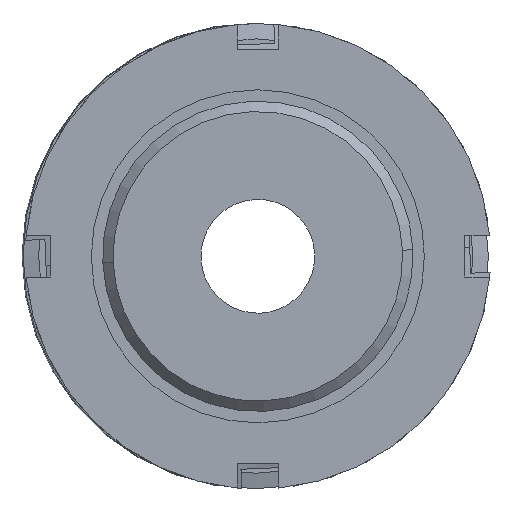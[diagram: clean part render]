
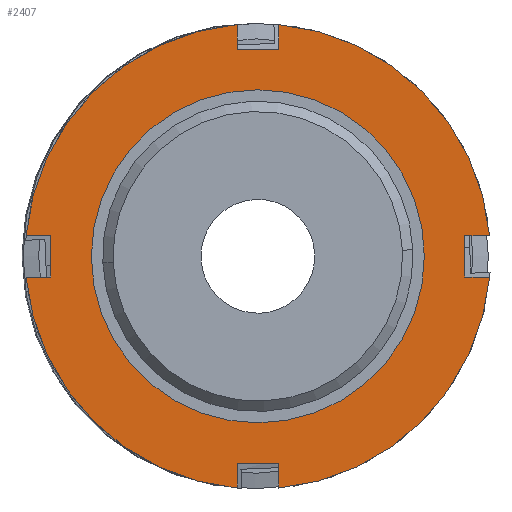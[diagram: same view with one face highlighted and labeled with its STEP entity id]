
A CAD part, front view. The second image highlights one B-rep face of the part: STEP entity #2407.
In plain terms, the highlighted planar face has unit normal (0, -1, 0).
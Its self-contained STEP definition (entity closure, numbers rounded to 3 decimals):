
#32 = DIRECTION ( 'NONE',  ( 0., 0., 1. ) ) ;
#54 = LINE ( 'NONE', #2954, #2062 ) ;
#80 = VERTEX_POINT ( 'NONE', #1082 ) ;
#101 = VECTOR ( 'NONE', #2051, 1000. ) ;
#102 = DIRECTION ( 'NONE',  ( -1., 0., 0. ) ) ;
#105 = CARTESIAN_POINT ( 'NONE',  ( 0., -37., -20. ) ) ;
#119 = DIRECTION ( 'NONE',  ( 0., 0., 1. ) ) ;
#169 = LINE ( 'NONE', #2702, #1034 ) ;
#172 = EDGE_CURVE ( 'NONE', #1986, #80, #2103, .T. ) ;
#182 = LINE ( 'NONE', #209, #1307 ) ;
#209 = CARTESIAN_POINT ( 'NONE',  ( 16.1, -37., -2. ) ) ;
#214 = AXIS2_PLACEMENT_3D ( 'NONE', #2937, #698, #2715 ) ;
#221 = LINE ( 'NONE', #328, #2640 ) ;
#230 = ORIENTED_EDGE ( 'NONE', *, *, #2592, .T. ) ;
#245 = EDGE_CURVE ( 'NONE', #3058, #2298, #54, .T. ) ;
#294 = VECTOR ( 'NONE', #2947, 1000. ) ;
#328 = CARTESIAN_POINT ( 'NONE',  ( -20., -37., 0. ) ) ;
#383 = DIRECTION ( 'NONE',  ( 0., 0., 1. ) ) ;
#389 = CIRCLE ( 'NONE', #2259, 22.5 ) ;
#471 = ORIENTED_EDGE ( 'NONE', *, *, #1569, .T. ) ;
#500 = DIRECTION ( 'NONE',  ( 0., 0., 1. ) ) ;
#534 = CIRCLE ( 'NONE', #1808, 22.5 ) ;
#560 = ORIENTED_EDGE ( 'NONE', *, *, #172, .F. ) ;
#647 = DIRECTION ( 'NONE',  ( 0., 0., 1. ) ) ;
#657 = VECTOR ( 'NONE', #102, 1000. ) ;
#695 = CARTESIAN_POINT ( 'NONE',  ( 2., -37., -22.411 ) ) ;
#698 = DIRECTION ( 'NONE',  ( 0., 1., 0. ) ) ;
#724 = LINE ( 'NONE', #1105, #2057 ) ;
#725 = CIRCLE ( 'NONE', #214, 22.5 ) ;
#757 = CARTESIAN_POINT ( 'NONE',  ( -22.411, -37., -2. ) ) ;
#765 = VERTEX_POINT ( 'NONE', #835 ) ;
#777 = CARTESIAN_POINT ( 'NONE',  ( -2., -37., -22.411 ) ) ;
#835 = CARTESIAN_POINT ( 'NONE',  ( -2., -37., 20. ) ) ;
#853 = DIRECTION ( 'NONE',  ( 0., 1., 0. ) ) ;
#880 = AXIS2_PLACEMENT_3D ( 'NONE', #1055, #3147, #383 ) ;
#934 = EDGE_CURVE ( 'NONE', #1057, #765, #2253, .T. ) ;
#956 = DIRECTION ( 'NONE',  ( 0., 1., 0. ) ) ;
#958 = LINE ( 'NONE', #1719, #294 ) ;
#971 = AXIS2_PLACEMENT_3D ( 'NONE', #2442, #956, #2430 ) ;
#1027 = ORIENTED_EDGE ( 'NONE', *, *, #1091, .T. ) ;
#1034 = VECTOR ( 'NONE', #2224, 1000. ) ;
#1055 = CARTESIAN_POINT ( 'NONE',  ( 0., -37., 0. ) ) ;
#1057 = VERTEX_POINT ( 'NONE', #3027 ) ;
#1082 = CARTESIAN_POINT ( 'NONE',  ( 2., -37., -20. ) ) ;
#1091 = EDGE_CURVE ( 'NONE', #1110, #2726, #2043, .T. ) ;
#1105 = CARTESIAN_POINT ( 'NONE',  ( 20., -37., 0. ) ) ;
#1110 = VERTEX_POINT ( 'NONE', #777 ) ;
#1119 = DIRECTION ( 'NONE',  ( 1., 0., 0. ) ) ;
#1211 = DIRECTION ( 'NONE',  ( 0., 1., 0. ) ) ;
#1223 = CARTESIAN_POINT ( 'NONE',  ( 20., -37., -2. ) ) ;
#1238 = EDGE_CURVE ( 'NONE', #2289, #1057, #534, .T. ) ;
#1275 = ORIENTED_EDGE ( 'NONE', *, *, #2380, .T. ) ;
#1293 = ORIENTED_EDGE ( 'NONE', *, *, #934, .F. ) ;
#1307 = VECTOR ( 'NONE', #2978, 1000. ) ;
#1327 = EDGE_CURVE ( 'NONE', #1708, #1959, #3238, .T. ) ;
#1351 = DIRECTION ( 'NONE',  ( 0., 0., -1. ) ) ;
#1358 = VERTEX_POINT ( 'NONE', #2756 ) ;
#1400 = ORIENTED_EDGE ( 'NONE', *, *, #1801, .F. ) ;
#1414 = EDGE_LOOP ( 'NONE', ( #2900, #230 ) ) ;
#1415 = AXIS2_PLACEMENT_3D ( 'NONE', #2892, #3171, #647 ) ;
#1439 = VERTEX_POINT ( 'NONE', #1617 ) ;
#1463 = CIRCLE ( 'NONE', #1415, 16.1 ) ;
#1482 = ORIENTED_EDGE ( 'NONE', *, *, #2206, .F. ) ;
#1497 = DIRECTION ( 'NONE',  ( 0., 0., -1. ) ) ;
#1498 = ORIENTED_EDGE ( 'NONE', *, *, #1519, .F. ) ;
#1519 = EDGE_CURVE ( 'NONE', #3058, #1708, #2146, .T. ) ;
#1522 = VERTEX_POINT ( 'NONE', #2527 ) ;
#1526 = EDGE_CURVE ( 'NONE', #1358, #1439, #221, .T. ) ;
#1532 = CARTESIAN_POINT ( 'NONE',  ( -2., -37., 0. ) ) ;
#1569 = EDGE_CURVE ( 'NONE', #2726, #80, #2058, .T. ) ;
#1570 = CARTESIAN_POINT ( 'NONE',  ( -22.411, -37., 2. ) ) ;
#1601 = VECTOR ( 'NONE', #2975, 1000. ) ;
#1617 = CARTESIAN_POINT ( 'NONE',  ( -20., -37., -2. ) ) ;
#1679 = VERTEX_POINT ( 'NONE', #2629 ) ;
#1691 = CARTESIAN_POINT ( 'NONE',  ( 16.1, -37., 0. ) ) ;
#1708 = VERTEX_POINT ( 'NONE', #2390 ) ;
#1719 = CARTESIAN_POINT ( 'NONE',  ( 0., -37., 20. ) ) ;
#1750 = VECTOR ( 'NONE', #32, 1000. ) ;
#1780 = CARTESIAN_POINT ( 'NONE',  ( 22.411, -37., -2. ) ) ;
#1801 = EDGE_CURVE ( 'NONE', #3016, #1986, #725, .T. ) ;
#1808 = AXIS2_PLACEMENT_3D ( 'NONE', #2484, #2241, #500 ) ;
#1831 = CARTESIAN_POINT ( 'NONE',  ( 2., -37., 22.411 ) ) ;
#1879 = ORIENTED_EDGE ( 'NONE', *, *, #2191, .T. ) ;
#1900 = CIRCLE ( 'NONE', #971, 16.1 ) ;
#1917 = EDGE_CURVE ( 'NONE', #2472, #1439, #182, .T. ) ;
#1959 = VERTEX_POINT ( 'NONE', #2532 ) ;
#1986 = VERTEX_POINT ( 'NONE', #695 ) ;
#2043 = LINE ( 'NONE', #1532, #1750 ) ;
#2051 = DIRECTION ( 'NONE',  ( -1., 0., 0. ) ) ;
#2057 = VECTOR ( 'NONE', #119, 1000. ) ;
#2058 = LINE ( 'NONE', #105, #2716 ) ;
#2062 = VECTOR ( 'NONE', #1497, 1000. ) ;
#2103 = LINE ( 'NONE', #2901, #3079 ) ;
#2146 = CIRCLE ( 'NONE', #880, 22.5 ) ;
#2170 = DIRECTION ( 'NONE',  ( 0., 0., 1. ) ) ;
#2180 = ORIENTED_EDGE ( 'NONE', *, *, #1238, .F. ) ;
#2191 = EDGE_CURVE ( 'NONE', #3016, #2761, #2956, .T. ) ;
#2206 = EDGE_CURVE ( 'NONE', #1110, #2472, #389, .T. ) ;
#2224 = DIRECTION ( 'NONE',  ( 1., 0., 0. ) ) ;
#2239 = FACE_OUTER_BOUND ( 'NONE', #2731, .T. ) ;
#2241 = DIRECTION ( 'NONE',  ( 0., 1., 0. ) ) ;
#2253 = LINE ( 'NONE', #3242, #1601 ) ;
#2254 = ORIENTED_EDGE ( 'NONE', *, *, #3215, .T. ) ;
#2259 = AXIS2_PLACEMENT_3D ( 'NONE', #2349, #853, #3114 ) ;
#2289 = VERTEX_POINT ( 'NONE', #1570 ) ;
#2291 = CARTESIAN_POINT ( 'NONE',  ( 2., -37., 20. ) ) ;
#2293 = CARTESIAN_POINT ( 'NONE',  ( 16.1, -37., 2. ) ) ;
#2298 = VERTEX_POINT ( 'NONE', #2291 ) ;
#2349 = CARTESIAN_POINT ( 'NONE',  ( 0., -37., 0. ) ) ;
#2380 = EDGE_CURVE ( 'NONE', #2761, #1959, #724, .T. ) ;
#2390 = CARTESIAN_POINT ( 'NONE',  ( 22.411, -37., 2. ) ) ;
#2407 = ADVANCED_FACE ( 'NONE', ( #2475, #2239 ), #3225, .F. ) ;
#2414 = EDGE_CURVE ( 'NONE', #1522, #1679, #1900, .T. ) ;
#2430 = DIRECTION ( 'NONE',  ( 0., 0., 1. ) ) ;
#2442 = CARTESIAN_POINT ( 'NONE',  ( 0., -37., 0. ) ) ;
#2472 = VERTEX_POINT ( 'NONE', #757 ) ;
#2475 = FACE_BOUND ( 'NONE', #1414, .T. ) ;
#2484 = CARTESIAN_POINT ( 'NONE',  ( 0., -37., 0. ) ) ;
#2527 = CARTESIAN_POINT ( 'NONE',  ( 0., -37., 16.1 ) ) ;
#2532 = CARTESIAN_POINT ( 'NONE',  ( 20., -37., 2. ) ) ;
#2592 = EDGE_CURVE ( 'NONE', #1679, #1522, #1463, .T. ) ;
#2600 = ORIENTED_EDGE ( 'NONE', *, *, #2811, .T. ) ;
#2612 = CARTESIAN_POINT ( 'NONE',  ( 16.1, -37., -2. ) ) ;
#2629 = CARTESIAN_POINT ( 'NONE',  ( 0., -37., -16.1 ) ) ;
#2640 = VECTOR ( 'NONE', #1351, 1000. ) ;
#2702 = CARTESIAN_POINT ( 'NONE',  ( 16.1, -37., 2. ) ) ;
#2708 = DIRECTION ( 'NONE',  ( 0., 0., 1. ) ) ;
#2715 = DIRECTION ( 'NONE',  ( 0., 0., 1. ) ) ;
#2716 = VECTOR ( 'NONE', #1119, 1000. ) ;
#2725 = CARTESIAN_POINT ( 'NONE',  ( -2., -37., -20. ) ) ;
#2726 = VERTEX_POINT ( 'NONE', #2725 ) ;
#2731 = EDGE_LOOP ( 'NONE', ( #3111, #1482, #1027, #471, #560, #1400, #1879, #1275, #2804, #1498, #3206, #2600, #1293, #2180, #2254, #2778 ) ) ;
#2756 = CARTESIAN_POINT ( 'NONE',  ( -20., -37., 2. ) ) ;
#2761 = VERTEX_POINT ( 'NONE', #1223 ) ;
#2764 = AXIS2_PLACEMENT_3D ( 'NONE', #1691, #1211, #2708 ) ;
#2778 = ORIENTED_EDGE ( 'NONE', *, *, #1526, .T. ) ;
#2804 = ORIENTED_EDGE ( 'NONE', *, *, #1327, .F. ) ;
#2811 = EDGE_CURVE ( 'NONE', #2298, #765, #958, .T. ) ;
#2892 = CARTESIAN_POINT ( 'NONE',  ( 0., -37., 0. ) ) ;
#2900 = ORIENTED_EDGE ( 'NONE', *, *, #2414, .T. ) ;
#2901 = CARTESIAN_POINT ( 'NONE',  ( 2., -37., 0. ) ) ;
#2937 = CARTESIAN_POINT ( 'NONE',  ( 0., -37., 0. ) ) ;
#2947 = DIRECTION ( 'NONE',  ( -1., 0., 0. ) ) ;
#2954 = CARTESIAN_POINT ( 'NONE',  ( 2., -37., 0. ) ) ;
#2956 = LINE ( 'NONE', #2612, #657 ) ;
#2975 = DIRECTION ( 'NONE',  ( 0., 0., -1. ) ) ;
#2978 = DIRECTION ( 'NONE',  ( 1., 0., 0. ) ) ;
#3016 = VERTEX_POINT ( 'NONE', #1780 ) ;
#3027 = CARTESIAN_POINT ( 'NONE',  ( -2., -37., 22.411 ) ) ;
#3058 = VERTEX_POINT ( 'NONE', #1831 ) ;
#3079 = VECTOR ( 'NONE', #2170, 1000. ) ;
#3111 = ORIENTED_EDGE ( 'NONE', *, *, #1917, .F. ) ;
#3114 = DIRECTION ( 'NONE',  ( 0., 0., 1. ) ) ;
#3147 = DIRECTION ( 'NONE',  ( 0., 1., 0. ) ) ;
#3171 = DIRECTION ( 'NONE',  ( 0., 1., 0. ) ) ;
#3206 = ORIENTED_EDGE ( 'NONE', *, *, #245, .T. ) ;
#3215 = EDGE_CURVE ( 'NONE', #2289, #1358, #169, .T. ) ;
#3225 = PLANE ( 'NONE',  #2764 ) ;
#3238 = LINE ( 'NONE', #2293, #101 ) ;
#3242 = CARTESIAN_POINT ( 'NONE',  ( -2., -37., 0. ) ) ;
